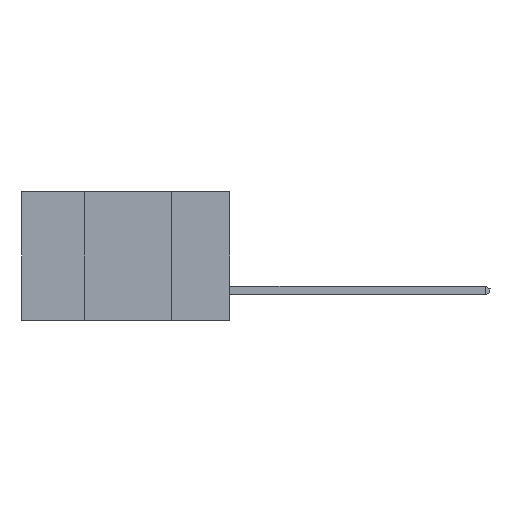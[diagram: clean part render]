
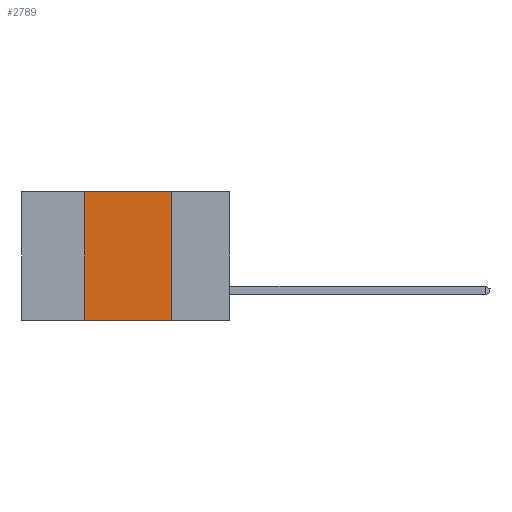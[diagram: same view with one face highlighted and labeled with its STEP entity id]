
A CAD part, left-side view. The second image highlights one B-rep face of the part: STEP entity #2789.
In plain terms, the highlighted planar face has unit normal (-1, 0, 0).
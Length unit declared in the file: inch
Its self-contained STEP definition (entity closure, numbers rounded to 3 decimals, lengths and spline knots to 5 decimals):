
#444 = DIRECTION ( 'NONE',  ( 1., 0., 0. ) ) ;
#2219 = CARTESIAN_POINT ( 'NONE',  ( 0., 0.42, -0.37 ) ) ;
#2789 = ADVANCED_FACE ( 'NONE', ( #19947 ), #9355, .F. ) ;
#2950 = VECTOR ( 'NONE', #12786, 39.37008 ) ;
#3322 = ORIENTED_EDGE ( 'NONE', *, *, #19717, .F. ) ;
#3525 = EDGE_CURVE ( 'NONE', #7021, #11725, #14004, .T. ) ;
#3690 = DIRECTION ( 'NONE',  ( 0., -1., 0. ) ) ;
#3984 = EDGE_LOOP ( 'NONE', ( #20478, #3322, #21512, #19845 ) ) ;
#4690 = CARTESIAN_POINT ( 'NONE',  ( 0., 0.17, 0. ) ) ;
#4981 = VERTEX_POINT ( 'NONE', #12659 ) ;
#5331 = EDGE_CURVE ( 'NONE', #21731, #11725, #5495, .T. ) ;
#5382 = CARTESIAN_POINT ( 'NONE',  ( 0., 0.17, -0.37 ) ) ;
#5495 = LINE ( 'NONE', #5382, #16114 ) ;
#7021 = VERTEX_POINT ( 'NONE', #12257 ) ;
#9355 = PLANE ( 'NONE',  #21290 ) ;
#9429 = CARTESIAN_POINT ( 'NONE',  ( 0., 0.6, 0. ) ) ;
#10891 = DIRECTION ( 'NONE',  ( 0., 0., -1. ) ) ;
#11725 = VERTEX_POINT ( 'NONE', #16096 ) ;
#12024 = VECTOR ( 'NONE', #19432, 39.37008 ) ;
#12228 = CARTESIAN_POINT ( 'NONE',  ( 0., 0.6, -0.37 ) ) ;
#12257 = CARTESIAN_POINT ( 'NONE',  ( 0., 0.42, -0.37 ) ) ;
#12659 = CARTESIAN_POINT ( 'NONE',  ( 0., 0.42, 0. ) ) ;
#12786 = DIRECTION ( 'NONE',  ( 0., 0., 1. ) ) ;
#14004 = LINE ( 'NONE', #12228, #12024 ) ;
#14687 = LINE ( 'NONE', #2219, #2950 ) ;
#15367 = EDGE_CURVE ( 'NONE', #7021, #4981, #14687, .T. ) ;
#16096 = CARTESIAN_POINT ( 'NONE',  ( 0., 0.17, -0.37 ) ) ;
#16114 = VECTOR ( 'NONE', #10891, 39.37008 ) ;
#16528 = CARTESIAN_POINT ( 'NONE',  ( 0., 0.6, 0. ) ) ;
#18147 = LINE ( 'NONE', #9429, #22968 ) ;
#19432 = DIRECTION ( 'NONE',  ( 0., -1., 0. ) ) ;
#19717 = EDGE_CURVE ( 'NONE', #4981, #21731, #18147, .T. ) ;
#19827 = DIRECTION ( 'NONE',  ( 0., 0., -1. ) ) ;
#19845 = ORIENTED_EDGE ( 'NONE', *, *, #3525, .T. ) ;
#19947 = FACE_OUTER_BOUND ( 'NONE', #3984, .T. ) ;
#20478 = ORIENTED_EDGE ( 'NONE', *, *, #5331, .F. ) ;
#21290 = AXIS2_PLACEMENT_3D ( 'NONE', #16528, #444, #19827 ) ;
#21512 = ORIENTED_EDGE ( 'NONE', *, *, #15367, .F. ) ;
#21731 = VERTEX_POINT ( 'NONE', #4690 ) ;
#22968 = VECTOR ( 'NONE', #3690, 39.37008 ) ;
